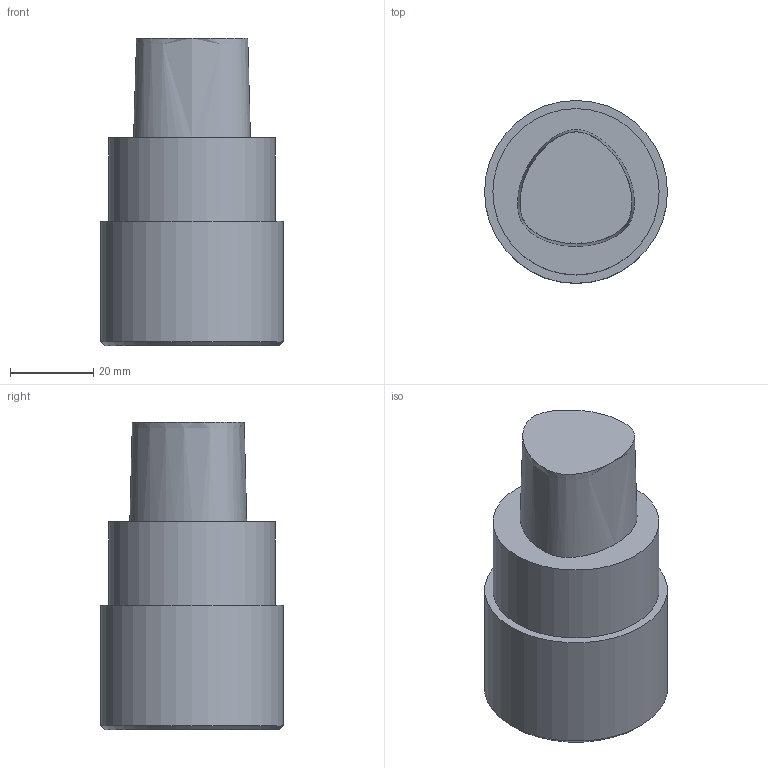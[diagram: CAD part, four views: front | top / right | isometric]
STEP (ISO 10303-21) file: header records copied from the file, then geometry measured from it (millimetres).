
FILE_DESCRIPTION(/* description */ (''),/* implementation_level */ '2;1');
FILE_NAME(/* name */ '204679785ndi000_00.stp',/* time_stamp */ '2023-05-11T10:10:36+02:00',/* author */ (''),/* organization */ (''),/* preprocessor_version */ 'ST-DEVELOPER v16.7',/* originating_system */ 'SIEMENS PLM Software NX 12.0',/* authorisation */ '');
FILE_SCHEMA (('AUTOMOTIVE_DESIGN { 1 0 10303 214 3 1 1 1 }'));
Length unit declared in the file: millimetre
Products named in the file (1): kl6231F048E3h9hx
Bounding box: 44 x 44 x 74 mm (x, y, z)
Volume: 82837.5 mm3; surface area: 12590.3 mm2
Topology: 1 solids, 1 shells, 10 faces, 19 edges, 14 vertices
Faces by surface type: plane 5, cylinder 3, cone 1, bspline 1
Full cylindrical faces by diameter (mm): 8 x1, 40 x1, 44 x1
Entity records: 655 total; most frequent: CARTESIAN_POINT 418, DIRECTION 42, ORIENTED_EDGE 24, AXIS2_PLACEMENT_3D 20, EDGE_LOOP 19, FACE_BOUND 17, VERTEX_POINT 13, EDGE_CURVE 12
